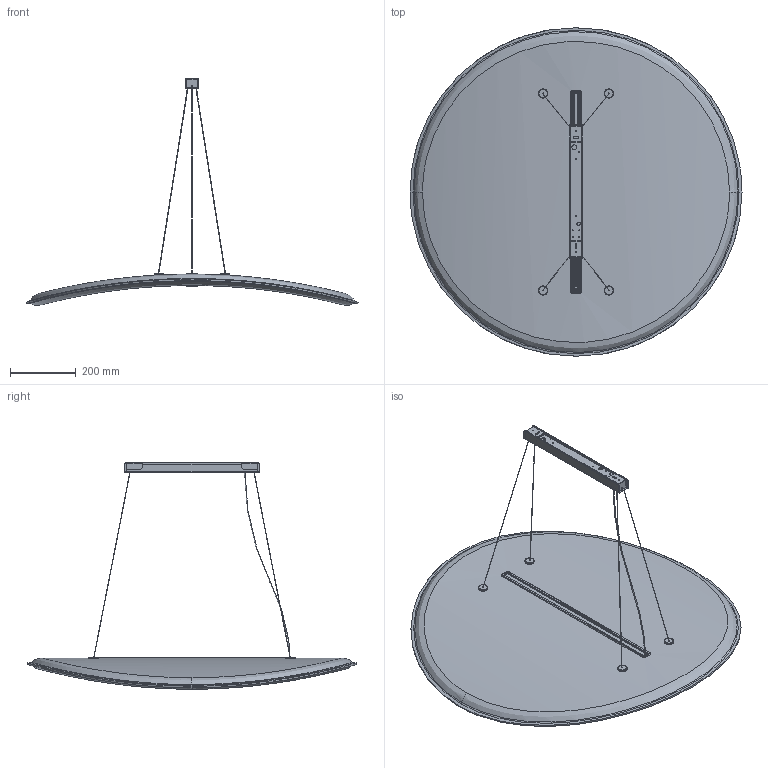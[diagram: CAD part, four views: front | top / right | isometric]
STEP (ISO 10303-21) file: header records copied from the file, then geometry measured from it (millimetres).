
FILE_DESCRIPTION(/* description */ ('Unknown'),/* implementation_level */ '2;1');
FILE_NAME(/* name */ '8900',/* time_stamp */ '2019-04-19T15:07:02+02:00',/* author */ ('Unknown'),/* organization */ ('Unknown'),/* preprocessor_version */ 'ST-DEVELOPER v16.7',/* originating_system */ 'DEX',/* authorisation */ $);
FILE_SCHEMA (('AUTOMOTIVE_DESIGN {1 0 10303 214 3 1 1}'));
Length unit declared in the file: millimetre
Products named in the file (14): 8900; 091000003210; 156000282130; 061000298130; 156000283130; 067000085352; 064000218358_L604,5; CAVOELETTRICO; 061000276130; 153000248999_oa_0; 153000248999_1; 151001458130; CAVOACCIAIO; R3956-1
Assembly tree (22 placements, depth 3):
  8900
    091000003210
    156000282130
    061000298130  x4
    156000283130
    067000085352  x4
    064000218358_L604,5
    CAVOELETTRICO
    061000276130  x2
    153000248999_oa_0
      153000248999_1
    151001458130
    CAVOACCIAIO  x2
    R3956-1  x2
Bounding box: 1010.98 x 1000 x 690.33 mm (x, y, z)
Volume: 26100798.8 mm3; surface area: 2056116.1 mm2
Topology: 21 solids, 21 shells, 1068 faces, 3079 edges, 2111 vertices
Faces by surface type: plane 502, cylinder 288, bspline 118, torus 86, cone 74
Full cylindrical faces by diameter (mm): 1 x6, 2.459 x2, 2.7 x7, 3 x4, 3.242 x4, 3.5 x4, 4 x3, 10.5 x1, 15 x1, 25.4 x4, 26.4 x4, 28 x4
Entity records: 37371 total; most frequent: CARTESIAN_POINT 21001, ORIENTED_EDGE 3010, DIRECTION 2913, EDGE_CURVE 1505, VERTEX_POINT 1092, AXIS2_PLACEMENT_3D 1046, EDGE_LOOP 895, FACE_BOUND 895
